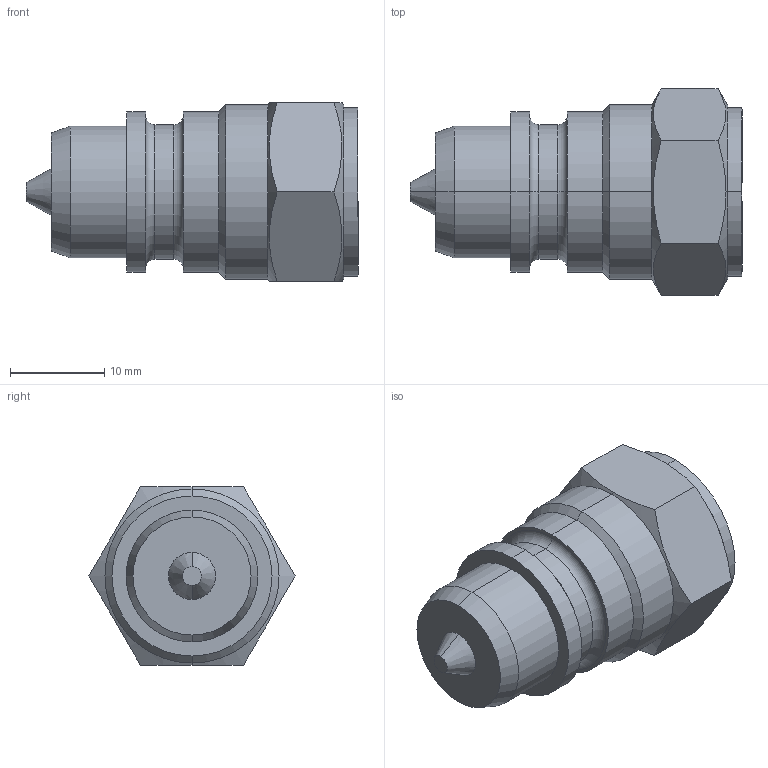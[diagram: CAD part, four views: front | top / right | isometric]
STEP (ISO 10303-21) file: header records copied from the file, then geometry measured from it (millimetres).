
FILE_DESCRIPTION (( 'STEP AP214' ), '1' );
FILE_NAME ('804 371 Hydr.-Steck-Kupplung VT. Gromelle.STEP', '2014-03-25T07:39:27', ( '' ), ( '' ), 'SwSTEP 2.0', 'SolidWorks 2013', '' );
FILE_SCHEMA (( 'AUTOMOTIVE_DESIGN' ));
Length unit declared in the file: millimetre
Products named in the file (1): 804 371 Hydr.-Steck-Kupplung VT. Gromelle
Bounding box: 35.26 x 21.9 x 18.97 mm (x, y, z)
Volume: 6948 mm3; surface area: 2626.1 mm2
Topology: 1 solids, 1 shells, 47 faces, 100 edges, 62 vertices
Faces by surface type: cylinder 18, plane 15, cone 10, torus 4
Entity records: 1465 total; most frequent: CARTESIAN_POINT 346, DIRECTION 230, ORIENTED_EDGE 200, EDGE_CURVE 100, AXIS2_PLACEMENT_3D 98, VERTEX_POINT 62, EDGE_LOOP 54, CIRCLE 50
